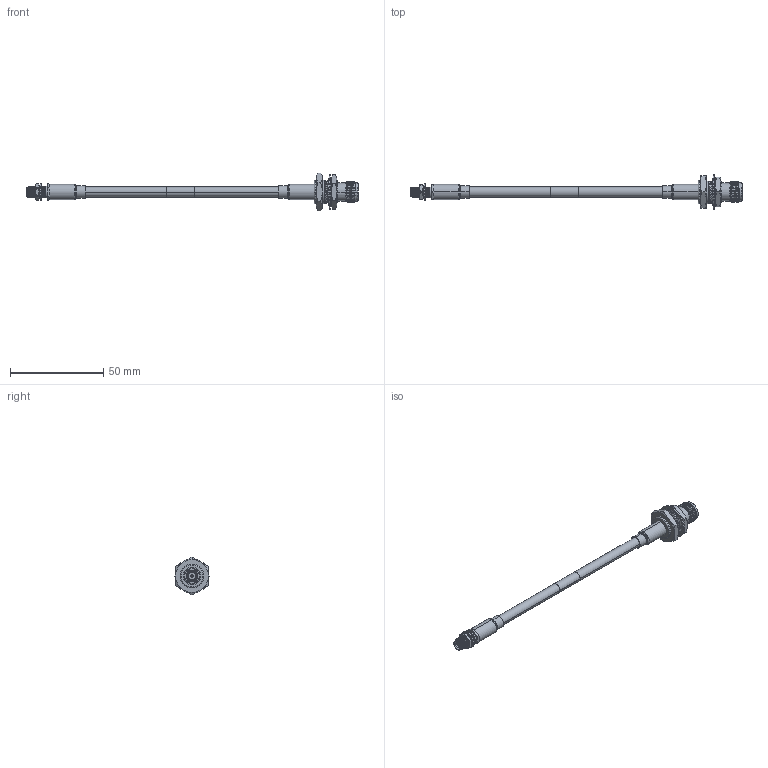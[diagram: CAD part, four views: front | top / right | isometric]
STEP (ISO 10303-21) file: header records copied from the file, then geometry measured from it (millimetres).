
FILE_DESCRIPTION (( 'STEP AP203' ), '1' );
FILE_NAME ('FMCA2752.STEP', '2022-03-09T18:59:42', ( '' ), ( '' ), 'SwSTEP 2.0', 'SolidWorks 2021', '' );
FILE_SCHEMA (( 'CONFIG_CONTROL_DESIGN' ));
Length unit declared in the file: millimetre
Products named in the file (7): FMCA2752; CA-240-MA1_.75" Long; FMCN1761; FMCN1761_FERRULE; FMCN1748; RG223_with label
Assembly tree (7 placements, depth 3):
  FMCA2752
    RG223_with label
    FMCN1748
    CA-240-MA1_.75" Long  x2
    FMCN1761
      FMCN1761
      FMCN1761_FERRULE
Bounding box: 177.8 x 18.34 x 20.21 mm (x, y, z)
Volume: 6636.9 mm3; surface area: 9703.7 mm2
Topology: 15 solids, 16 shells, 584 faces, 1497 edges, 971 vertices
Faces by surface type: cylinder 179, bspline 162, plane 125, cone 94, torus 24
Entity records: 49940 total; most frequent: CARTESIAN_POINT 37223, ORIENTED_EDGE 2906, DIRECTION 1957, EDGE_CURVE 1453, VERTEX_POINT 947, AXIS2_PLACEMENT_3D 759, EDGE_LOOP 608, ADVANCED_FACE 562
